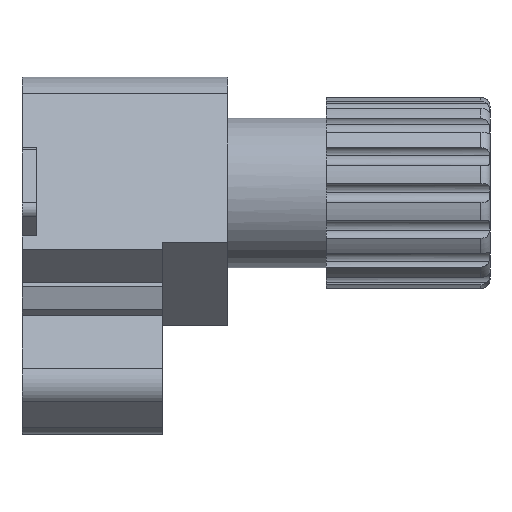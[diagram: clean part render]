
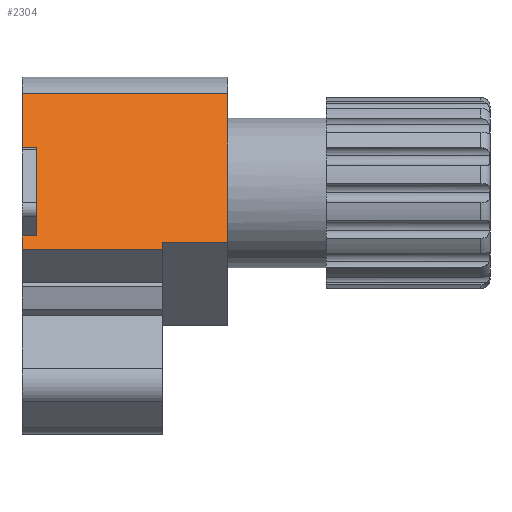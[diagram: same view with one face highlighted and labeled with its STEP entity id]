
A CAD part, left-side view. The second image highlights one B-rep face of the part: STEP entity #2304.
In plain terms, the highlighted face is planar.
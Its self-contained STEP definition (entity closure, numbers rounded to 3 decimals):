
#103 = EDGE_CURVE ( 'NONE', #8252, #5975, #1221, .T. ) ;
#444 = PLANE ( 'NONE',  #5527 ) ;
#505 = VECTOR ( 'NONE', #2513, 1000. ) ;
#655 = CARTESIAN_POINT ( 'NONE',  ( 0., 0., -12. ) ) ;
#773 = EDGE_CURVE ( 'NONE', #8252, #3769, #6959, .T. ) ;
#808 = LINE ( 'NONE', #2712, #3617 ) ;
#843 = ORIENTED_EDGE ( 'NONE', *, *, #7464, .T. ) ;
#1103 = FACE_OUTER_BOUND ( 'NONE', #2877, .T. ) ;
#1159 = CARTESIAN_POINT ( 'NONE',  ( 0., -3., -35. ) ) ;
#1177 = VECTOR ( 'NONE', #4520, 1000. ) ;
#1221 = LINE ( 'NONE', #5856, #505 ) ;
#1226 = CARTESIAN_POINT ( 'NONE',  ( 0., -44., -12. ) ) ;
#1233 = VERTEX_POINT ( 'NONE', #4434 ) ;
#1252 = DIRECTION ( 'NONE',  ( 0., 1., 0. ) ) ;
#1408 = EDGE_CURVE ( 'NONE', #1233, #4002, #808, .T. ) ;
#1419 = VECTOR ( 'NONE', #8098, 1000. ) ;
#1460 = EDGE_CURVE ( 'NONE', #4002, #3510, #6658, .T. ) ;
#1597 = DIRECTION ( 'NONE',  ( 0., -1., 0. ) ) ;
#1673 = ORIENTED_EDGE ( 'NONE', *, *, #3903, .T. ) ;
#1717 = VECTOR ( 'NONE', #3179, 1000. ) ;
#1797 = CARTESIAN_POINT ( 'NONE',  ( 0., -44., -100. ) ) ;
#2304 = ADVANCED_FACE ( 'NONE', ( #1103 ), #444, .T. ) ;
#2513 = DIRECTION ( 'NONE',  ( 0., 0., 1. ) ) ;
#2537 = CARTESIAN_POINT ( 'NONE',  ( 0., -44., -12. ) ) ;
#2578 = EDGE_CURVE ( 'NONE', #3769, #6123, #6814, .T. ) ;
#2712 = CARTESIAN_POINT ( 'NONE',  ( 0., -30., -100. ) ) ;
#2877 = EDGE_LOOP ( 'NONE', ( #5513, #7821, #843, #7536, #8215, #5330, #4858, #4324, #1673, #2940 ) ) ;
#2940 = ORIENTED_EDGE ( 'NONE', *, *, #103, .F. ) ;
#3000 = VECTOR ( 'NONE', #7199, 1000. ) ;
#3042 = DIRECTION ( 'NONE',  ( -1., 0., 0. ) ) ;
#3179 = DIRECTION ( 'NONE',  ( 0., 0., 1. ) ) ;
#3474 = CARTESIAN_POINT ( 'NONE',  ( 0., -3., -35. ) ) ;
#3510 = VERTEX_POINT ( 'NONE', #4561 ) ;
#3549 = CARTESIAN_POINT ( 'NONE',  ( 0., -3., -55. ) ) ;
#3617 = VECTOR ( 'NONE', #5365, 1000. ) ;
#3769 = VERTEX_POINT ( 'NONE', #1159 ) ;
#3779 = LINE ( 'NONE', #8390, #1177 ) ;
#3903 = EDGE_CURVE ( 'NONE', #7802, #5975, #5332, .T. ) ;
#4002 = VERTEX_POINT ( 'NONE', #4268 ) ;
#4050 = CARTESIAN_POINT ( 'NONE',  ( 0., -30., -57. ) ) ;
#4268 = CARTESIAN_POINT ( 'NONE',  ( 0., -30., -57. ) ) ;
#4324 = ORIENTED_EDGE ( 'NONE', *, *, #7659, .T. ) ;
#4338 = DIRECTION ( 'NONE',  ( 0., 0., 1. ) ) ;
#4384 = VERTEX_POINT ( 'NONE', #4996 ) ;
#4434 = CARTESIAN_POINT ( 'NONE',  ( 0., -30., -59. ) ) ;
#4484 = VECTOR ( 'NONE', #1597, 1000. ) ;
#4520 = DIRECTION ( 'NONE',  ( 0., 1., 0. ) ) ;
#4548 = LINE ( 'NONE', #4727, #3000 ) ;
#4561 = CARTESIAN_POINT ( 'NONE',  ( 0., -44., -57. ) ) ;
#4727 = CARTESIAN_POINT ( 'NONE',  ( 0., 0., -59. ) ) ;
#4858 = ORIENTED_EDGE ( 'NONE', *, *, #1460, .T. ) ;
#4960 = LINE ( 'NONE', #8301, #7454 ) ;
#4996 = CARTESIAN_POINT ( 'NONE',  ( 0., 0., -55. ) ) ;
#5330 = ORIENTED_EDGE ( 'NONE', *, *, #1408, .T. ) ;
#5332 = LINE ( 'NONE', #2537, #8429 ) ;
#5337 = EDGE_CURVE ( 'NONE', #7158, #1233, #4548, .T. ) ;
#5365 = DIRECTION ( 'NONE',  ( 0., 0., 1. ) ) ;
#5513 = ORIENTED_EDGE ( 'NONE', *, *, #773, .T. ) ;
#5527 = AXIS2_PLACEMENT_3D ( 'NONE', #1797, #3042, #4338 ) ;
#5551 = CARTESIAN_POINT ( 'NONE',  ( 0., 0., -35. ) ) ;
#5856 = CARTESIAN_POINT ( 'NONE',  ( 0., 0., -100. ) ) ;
#5930 = CARTESIAN_POINT ( 'NONE',  ( 0., 0., -100. ) ) ;
#5975 = VERTEX_POINT ( 'NONE', #655 ) ;
#6123 = VERTEX_POINT ( 'NONE', #3549 ) ;
#6237 = EDGE_CURVE ( 'NONE', #7158, #4384, #8326, .T. ) ;
#6252 = DIRECTION ( 'NONE',  ( 0., 0., -1. ) ) ;
#6658 = LINE ( 'NONE', #4050, #1419 ) ;
#6814 = LINE ( 'NONE', #3474, #8393 ) ;
#6959 = LINE ( 'NONE', #5551, #4484 ) ;
#7158 = VERTEX_POINT ( 'NONE', #7205 ) ;
#7199 = DIRECTION ( 'NONE',  ( 0., -1., 0. ) ) ;
#7205 = CARTESIAN_POINT ( 'NONE',  ( 0., 0., -59. ) ) ;
#7440 = DIRECTION ( 'NONE',  ( 0., 0., 1. ) ) ;
#7454 = VECTOR ( 'NONE', #7440, 1000. ) ;
#7464 = EDGE_CURVE ( 'NONE', #6123, #4384, #3779, .T. ) ;
#7536 = ORIENTED_EDGE ( 'NONE', *, *, #6237, .F. ) ;
#7659 = EDGE_CURVE ( 'NONE', #3510, #7802, #4960, .T. ) ;
#7802 = VERTEX_POINT ( 'NONE', #1226 ) ;
#7821 = ORIENTED_EDGE ( 'NONE', *, *, #2578, .T. ) ;
#8098 = DIRECTION ( 'NONE',  ( 0., -1., 0. ) ) ;
#8215 = ORIENTED_EDGE ( 'NONE', *, *, #5337, .T. ) ;
#8252 = VERTEX_POINT ( 'NONE', #8537 ) ;
#8301 = CARTESIAN_POINT ( 'NONE',  ( 0., -44., -100. ) ) ;
#8326 = LINE ( 'NONE', #5930, #1717 ) ;
#8390 = CARTESIAN_POINT ( 'NONE',  ( 0., 0., -55. ) ) ;
#8393 = VECTOR ( 'NONE', #6252, 1000. ) ;
#8429 = VECTOR ( 'NONE', #1252, 1000. ) ;
#8537 = CARTESIAN_POINT ( 'NONE',  ( 0., 0., -35. ) ) ;
